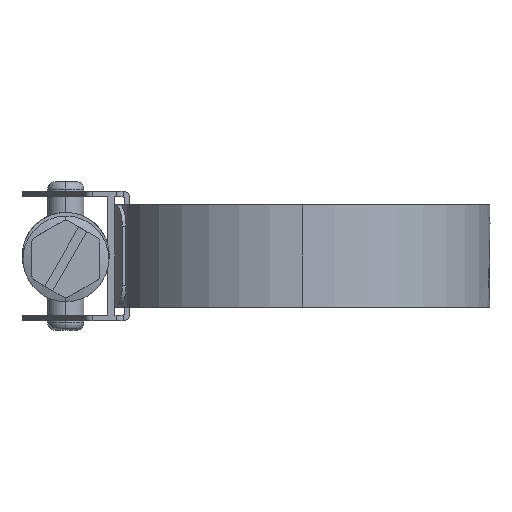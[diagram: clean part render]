
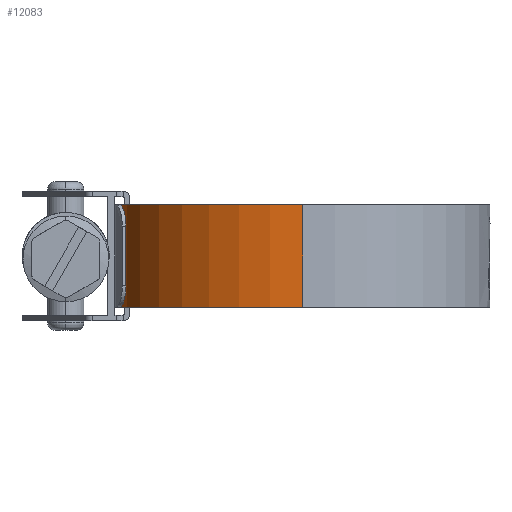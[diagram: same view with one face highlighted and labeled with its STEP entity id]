
A CAD part, left-side view. The second image highlights one B-rep face of the part: STEP entity #12083.
In plain terms, the highlighted cylindrical face has radius 26.03 mm (diameter 52.06 mm), a partial arc.
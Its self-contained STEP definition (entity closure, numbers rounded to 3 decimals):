
#271 = CIRCLE ( 'NONE', #10676, 26.03 ) ;
#273 = EDGE_CURVE ( 'NONE', #2865, #7922, #4699, .T. ) ;
#529 = DIRECTION ( 'NONE',  ( -1., 0., 0. ) ) ;
#594 = CYLINDRICAL_SURFACE ( 'NONE', #4512, 26.03 ) ;
#1081 = ORIENTED_EDGE ( 'NONE', *, *, #9535, .F. ) ;
#1138 = CARTESIAN_POINT ( 'NONE',  ( 0., 26.03, -7.15 ) ) ;
#1720 = CARTESIAN_POINT ( 'NONE',  ( 0., 0., -7.15 ) ) ;
#1848 = AXIS2_PLACEMENT_3D ( 'NONE', #1720, #6098, #11393 ) ;
#2079 = DIRECTION ( 'NONE',  ( 1., 0., 0. ) ) ;
#2697 = EDGE_CURVE ( 'NONE', #2865, #10987, #271, .T. ) ;
#2813 = DIRECTION ( 'NONE',  ( 0., 0., -1. ) ) ;
#2865 = VERTEX_POINT ( 'NONE', #11375 ) ;
#3341 = CARTESIAN_POINT ( 'NONE',  ( 0., 26.03, 7.15 ) ) ;
#3663 = VERTEX_POINT ( 'NONE', #4603 ) ;
#4069 = LINE ( 'NONE', #10398, #9833 ) ;
#4380 = CARTESIAN_POINT ( 'NONE',  ( -26.03, 0., 7.15 ) ) ;
#4512 = AXIS2_PLACEMENT_3D ( 'NONE', #5661, #12129, #529 ) ;
#4603 = CARTESIAN_POINT ( 'NONE',  ( -26.03, 0., -7.15 ) ) ;
#4699 = LINE ( 'NONE', #3341, #6882 ) ;
#5661 = CARTESIAN_POINT ( 'NONE',  ( 0., 0., 7.15 ) ) ;
#6098 = DIRECTION ( 'NONE',  ( 0., 0., 1. ) ) ;
#6819 = EDGE_LOOP ( 'NONE', ( #1081, #9461, #13063, #10048 ) ) ;
#6882 = VECTOR ( 'NONE', #11099, 1000. ) ;
#7922 = VERTEX_POINT ( 'NONE', #1138 ) ;
#9317 = DIRECTION ( 'NONE',  ( 0., 0., 1. ) ) ;
#9461 = ORIENTED_EDGE ( 'NONE', *, *, #2697, .F. ) ;
#9535 = EDGE_CURVE ( 'NONE', #10987, #3663, #4069, .T. ) ;
#9833 = VECTOR ( 'NONE', #2813, 1000. ) ;
#10048 = ORIENTED_EDGE ( 'NONE', *, *, #13053, .T. ) ;
#10355 = CARTESIAN_POINT ( 'NONE',  ( 0., 0., 7.15 ) ) ;
#10398 = CARTESIAN_POINT ( 'NONE',  ( -26.03, 0., 7.15 ) ) ;
#10676 = AXIS2_PLACEMENT_3D ( 'NONE', #10355, #9317, #2079 ) ;
#10740 = CIRCLE ( 'NONE', #1848, 26.03 ) ;
#10987 = VERTEX_POINT ( 'NONE', #4380 ) ;
#11099 = DIRECTION ( 'NONE',  ( 0., 0., -1. ) ) ;
#11375 = CARTESIAN_POINT ( 'NONE',  ( 0., 26.03, 7.15 ) ) ;
#11393 = DIRECTION ( 'NONE',  ( 1., 0., 0. ) ) ;
#12083 = ADVANCED_FACE ( 'NONE', ( #12191 ), #594, .T. ) ;
#12129 = DIRECTION ( 'NONE',  ( 0., 0., -1. ) ) ;
#12191 = FACE_OUTER_BOUND ( 'NONE', #6819, .T. ) ;
#13053 = EDGE_CURVE ( 'NONE', #7922, #3663, #10740, .T. ) ;
#13063 = ORIENTED_EDGE ( 'NONE', *, *, #273, .T. ) ;
